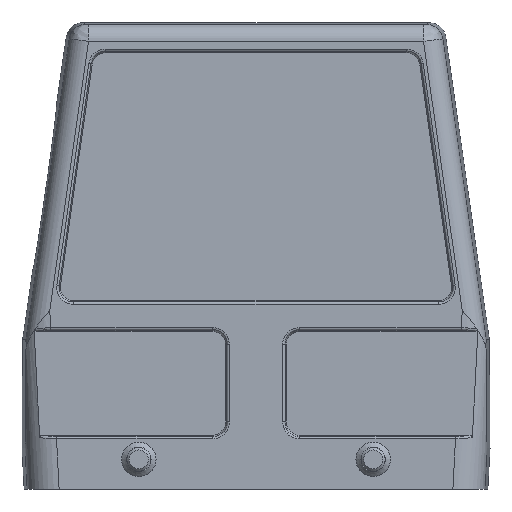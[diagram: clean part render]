
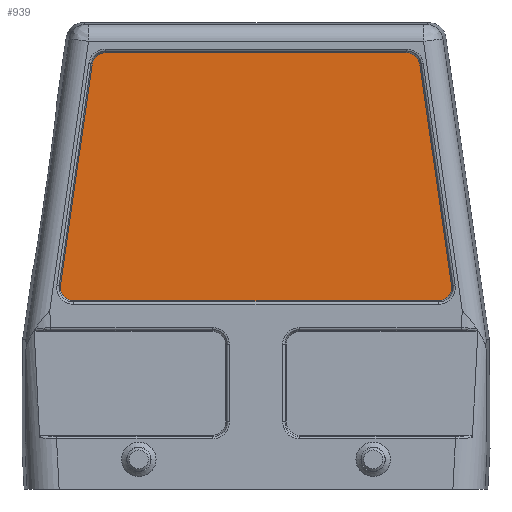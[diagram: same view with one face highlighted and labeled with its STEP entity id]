
A CAD part, front view. The second image highlights one B-rep face of the part: STEP entity #939.
In plain terms, the highlighted planar face has unit normal (0, -1, 0).
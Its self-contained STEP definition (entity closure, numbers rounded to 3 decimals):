
#939=ADVANCED_FACE('',(#1548),#1341,.F.);
#1341=PLANE('',#7957);
#1548=FACE_OUTER_BOUND('',#1977,.T.);
#1977=EDGE_LOOP('',(#3737,#3738,#3739,#3740,#3741,#3742,#3743,#3744));
#2651=ELLIPSE('',#7953,3.547,3.1);
#2652=ELLIPSE('',#7954,3.547,3.1);
#2653=ELLIPSE('',#7955,3.441,3.1);
#2654=ELLIPSE('',#7956,3.441,3.1);
#3737=ORIENTED_EDGE('',*,*,#6256,.T.);
#3738=ORIENTED_EDGE('',*,*,#6267,.T.);
#3739=ORIENTED_EDGE('',*,*,#6262,.F.);
#3740=ORIENTED_EDGE('',*,*,#6268,.T.);
#3741=ORIENTED_EDGE('',*,*,#6266,.T.);
#3742=ORIENTED_EDGE('',*,*,#6269,.T.);
#3743=ORIENTED_EDGE('',*,*,#6254,.T.);
#3744=ORIENTED_EDGE('',*,*,#6270,.T.);
#5396=VERTEX_POINT('',#12886);
#5399=VERTEX_POINT('',#12891);
#5401=VERTEX_POINT('',#12896);
#5402=VERTEX_POINT('',#12898);
#5404=VERTEX_POINT('',#12904);
#5407=VERTEX_POINT('',#12909);
#5408=VERTEX_POINT('',#12913);
#5411=VERTEX_POINT('',#12918);
#6254=EDGE_CURVE('',#5396,#5399,#7014,.T.);
#6256=EDGE_CURVE('',#5402,#5401,#7016,.T.);
#6262=EDGE_CURVE('',#5407,#5404,#7022,.T.);
#6266=EDGE_CURVE('',#5408,#5411,#7026,.T.);
#6267=EDGE_CURVE('',#5401,#5404,#2651,.T.);
#6268=EDGE_CURVE('',#5407,#5408,#2652,.T.);
#6269=EDGE_CURVE('',#5411,#5396,#2653,.T.);
#6270=EDGE_CURVE('',#5399,#5402,#2654,.T.);
#7014=LINE('',#12892,#7479);
#7016=LINE('',#12897,#7481);
#7022=LINE('',#12910,#7487);
#7026=LINE('',#12919,#7491);
#7479=VECTOR('',#9676,1.);
#7481=VECTOR('',#9680,1.);
#7487=VECTOR('',#9688,1.);
#7491=VECTOR('',#9694,1.);
#7953=AXIS2_PLACEMENT_3D('',#12921,#9697,#9698);
#7954=AXIS2_PLACEMENT_3D('',#12922,#9699,#9700);
#7955=AXIS2_PLACEMENT_3D('',#12923,#9701,#9702);
#7956=AXIS2_PLACEMENT_3D('',#12924,#9703,#9704);
#7957=AXIS2_PLACEMENT_3D('',#12925,#9705,#9706);
#9676=DIRECTION('',(-1.,0.,0.));
#9680=DIRECTION('',(-0.142,0.,-0.99));
#9688=DIRECTION('',(-1.,0.,0.));
#9694=DIRECTION('',(-0.142,0.,0.99));
#9697=DIRECTION('',(0.,-1.,0.));
#9698=DIRECTION('',(0.756,0.,0.655));
#9699=DIRECTION('',(0.,-1.,0.));
#9700=DIRECTION('',(-0.756,0.,0.655));
#9701=DIRECTION('',(0.,-1.,0.));
#9702=DIRECTION('',(-0.655,0.,-0.756));
#9703=DIRECTION('',(0.,-1.,0.));
#9704=DIRECTION('',(0.655,0.,-0.756));
#9705=DIRECTION('',(0.,1.,0.));
#9706=DIRECTION('',(0.,0.,-1.));
#12886=CARTESIAN_POINT('',(29.994,-40.199,172.055));
#12891=CARTESIAN_POINT('',(-29.994,-40.199,172.055));
#12892=CARTESIAN_POINT('',(-37.137,-40.199,172.055));
#12896=CARTESIAN_POINT('',(-39.202,-40.199,125.597));
#12897=CARTESIAN_POINT('',(-31.799,-40.199,177.051));
#12898=CARTESIAN_POINT('',(-32.877,-40.199,169.557));
#12904=CARTESIAN_POINT('',(-36.318,-40.199,122.269));
#12909=CARTESIAN_POINT('',(36.318,-40.199,122.269));
#12910=CARTESIAN_POINT('',(-37.137,-40.199,122.269));
#12913=CARTESIAN_POINT('',(39.202,-40.199,125.597));
#12918=CARTESIAN_POINT('',(32.877,-40.199,169.557));
#12919=CARTESIAN_POINT('',(30.293,-40.199,187.52));
#12921=CARTESIAN_POINT('',(-35.873,-40.199,125.568));
#12922=CARTESIAN_POINT('',(35.873,-40.199,125.568));
#12923=CARTESIAN_POINT('',(29.66,-40.199,168.756));
#12924=CARTESIAN_POINT('',(-29.66,-40.199,168.756));
#12925=CARTESIAN_POINT('',(-37.137,-40.199,177.819));
